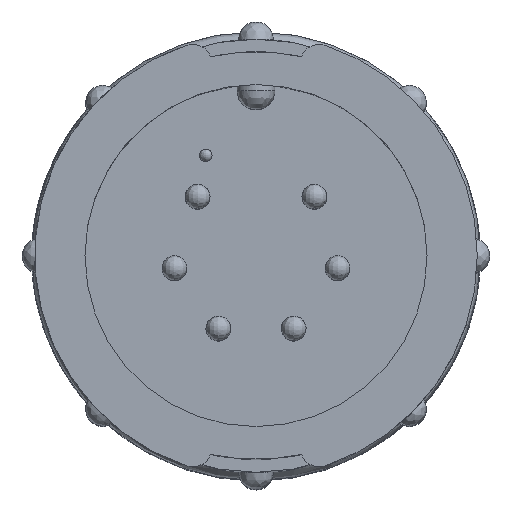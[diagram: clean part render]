
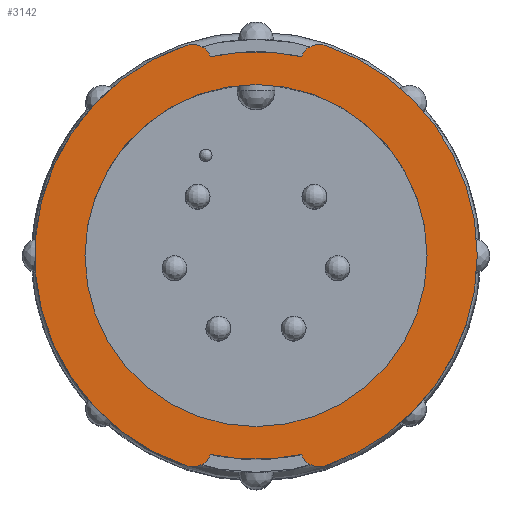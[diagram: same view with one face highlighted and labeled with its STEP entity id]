
A CAD part, top view. The second image highlights one B-rep face of the part: STEP entity #3142.
In plain terms, the highlighted planar face has unit normal (0, 0, 1).
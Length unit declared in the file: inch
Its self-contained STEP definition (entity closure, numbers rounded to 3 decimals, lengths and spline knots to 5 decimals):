
#73 = DIRECTION ( 'NONE',  ( -1., 0., 0. ) ) ;
#74 = DIRECTION ( 'NONE',  ( 0., 0., -1. ) ) ;
#75 = CARTESIAN_POINT ( 'NONE',  ( 0., 0.2725, 0. ) ) ;
#76 = PLANE ( 'NONE',  #6256 ) ;
#478 = DIRECTION ( 'NONE',  ( 1., 0., 0. ) ) ;
#479 = DIRECTION ( 'NONE',  ( 0., 0., -1. ) ) ;
#480 = CARTESIAN_POINT ( 'NONE',  ( 0., 0., 0. ) ) ;
#782 = DIRECTION ( 'NONE',  ( 1., 0., 0. ) ) ;
#783 = DIRECTION ( 'NONE',  ( 0., 0., -1. ) ) ;
#785 = CARTESIAN_POINT ( 'NONE',  ( -0.10063, 0.3064, 0. ) ) ;
#973 = FACE_BOUND ( 'NONE', #1220, .T. ) ;
#999 = FACE_OUTER_BOUND ( 'NONE', #2097, .T. ) ;
#1220 = EDGE_LOOP ( 'NONE', ( #1379, #1976 ) ) ;
#1379 = ORIENTED_EDGE ( 'NONE', *, *, #2883, .F. ) ;
#1594 = ORIENTED_EDGE ( 'NONE', *, *, #2975, .F. ) ;
#1617 = ORIENTED_EDGE ( 'NONE', *, *, #7281, .F. ) ;
#1672 = ORIENTED_EDGE ( 'NONE', *, *, #3017, .F. ) ;
#1683 = ORIENTED_EDGE ( 'NONE', *, *, #7509, .F. ) ;
#1693 = ORIENTED_EDGE ( 'NONE', *, *, #7379, .F. ) ;
#1712 = ORIENTED_EDGE ( 'NONE', *, *, #3073, .F. ) ;
#1803 = ORIENTED_EDGE ( 'NONE', *, *, #7231, .F. ) ;
#1847 = ORIENTED_EDGE ( 'NONE', *, *, #7423, .F. ) ;
#1976 = ORIENTED_EDGE ( 'NONE', *, *, #2955, .F. ) ;
#2061 = ORIENTED_EDGE ( 'NONE', *, *, #7403, .F. ) ;
#2097 = EDGE_LOOP ( 'NONE', ( #1803, #1693, #2061, #1672, #1712, #1683, #1617, #1847, #1594 ) ) ;
#2171 = DIRECTION ( 'NONE',  ( 1., 0., 0. ) ) ;
#2172 = DIRECTION ( 'NONE',  ( 0., 0., -1. ) ) ;
#2173 = CARTESIAN_POINT ( 'NONE',  ( 0., 0., 0. ) ) ;
#2280 = DIRECTION ( 'NONE',  ( 1., 0., 0. ) ) ;
#2281 = DIRECTION ( 'NONE',  ( 0., 0., 1. ) ) ;
#2282 = CARTESIAN_POINT ( 'NONE',  ( 0., 0., 0. ) ) ;
#2635 = DIRECTION ( 'NONE',  ( 1., 0., 0. ) ) ;
#2636 = DIRECTION ( 'NONE',  ( 0., 0., 1. ) ) ;
#2637 = CARTESIAN_POINT ( 'NONE',  ( 0., 0., 0. ) ) ;
#2883 = EDGE_CURVE ( 'NONE', #5688, #5289, #4629, .T. ) ;
#2955 = EDGE_CURVE ( 'NONE', #5289, #5688, #6216, .T. ) ;
#2975 = EDGE_CURVE ( 'NONE', #5176, #5220, #6171, .T. ) ;
#3017 = EDGE_CURVE ( 'NONE', #5537, #5654, #6132, .T. ) ;
#3073 = EDGE_CURVE ( 'NONE', #5187, #5537, #6108, .T. ) ;
#3142 = ADVANCED_FACE ( 'NONE', ( #973, #999 ), #76, .F. ) ;
#3384 = DIRECTION ( 'NONE',  ( 1., 0., 0. ) ) ;
#3385 = DIRECTION ( 'NONE',  ( 0., 0., -1. ) ) ;
#3386 = CARTESIAN_POINT ( 'NONE',  ( 0., 0., 0. ) ) ;
#3721 = DIRECTION ( 'NONE',  ( 1., 0., 0. ) ) ;
#3722 = DIRECTION ( 'NONE',  ( 0., 0., -1. ) ) ;
#3723 = CARTESIAN_POINT ( 'NONE',  ( 0., 0., 0. ) ) ;
#3778 = CARTESIAN_POINT ( 'NONE',  ( 0.2725, 0., 0. ) ) ;
#3784 = CARTESIAN_POINT ( 'NONE',  ( 0.0725, -0.31681, 0. ) ) ;
#3791 = CARTESIAN_POINT ( 'NONE',  ( -0.0725, -0.31681, 0. ) ) ;
#3797 = CARTESIAN_POINT ( 'NONE',  ( -0.0725, 0.31681, 0. ) ) ;
#3856 = CARTESIAN_POINT ( 'NONE',  ( -0.11, 0.3349, 0. ) ) ;
#3943 = CARTESIAN_POINT ( 'NONE',  ( 0.11, 0.3349, 0. ) ) ;
#3964 = CARTESIAN_POINT ( 'NONE',  ( 0.0725, 0.31681, 0. ) ) ;
#3982 = CARTESIAN_POINT ( 'NONE',  ( -0.2725, 0., 0. ) ) ;
#4017 = CARTESIAN_POINT ( 'NONE',  ( 0.11, -0.3349, 0. ) ) ;
#4031 = CARTESIAN_POINT ( 'NONE',  ( -0.11, -0.3349, 0. ) ) ;
#4036 = CARTESIAN_POINT ( 'NONE',  ( 0.3525, 0., 0. ) ) ;
#4560 = AXIS2_PLACEMENT_3D ( 'NONE', #6009, #6008, #6007 ) ;
#4574 = CIRCLE ( 'NONE', #4560, 0.03 ) ;
#4629 = CIRCLE ( 'NONE', #4630, 0.2725 ) ;
#4630 = AXIS2_PLACEMENT_3D ( 'NONE', #2637, #2636, #2635 ) ;
#5176 = VERTEX_POINT ( 'NONE', #4036 ) ;
#5187 = VERTEX_POINT ( 'NONE', #4031 ) ;
#5220 = VERTEX_POINT ( 'NONE', #4017 ) ;
#5289 = VERTEX_POINT ( 'NONE', #3982 ) ;
#5330 = VERTEX_POINT ( 'NONE', #3964 ) ;
#5369 = VERTEX_POINT ( 'NONE', #3943 ) ;
#5537 = VERTEX_POINT ( 'NONE', #3856 ) ;
#5654 = VERTEX_POINT ( 'NONE', #3797 ) ;
#5660 = VERTEX_POINT ( 'NONE', #3791 ) ;
#5673 = VERTEX_POINT ( 'NONE', #3784 ) ;
#5688 = VERTEX_POINT ( 'NONE', #3778 ) ;
#6007 = DIRECTION ( 'NONE',  ( 1., 0., 0. ) ) ;
#6008 = DIRECTION ( 'NONE',  ( 0., 0., -1. ) ) ;
#6009 = CARTESIAN_POINT ( 'NONE',  ( -0.10063, -0.3064, 0. ) ) ;
#6108 = CIRCLE ( 'NONE', #6226, 0.3525 ) ;
#6117 = AXIS2_PLACEMENT_3D ( 'NONE', #3723, #3722, #3721 ) ;
#6132 = CIRCLE ( 'NONE', #6384, 0.03 ) ;
#6169 = AXIS2_PLACEMENT_3D ( 'NONE', #2173, #2172, #2171 ) ;
#6171 = CIRCLE ( 'NONE', #6169, 0.3525 ) ;
#6213 = AXIS2_PLACEMENT_3D ( 'NONE', #2282, #2281, #2280 ) ;
#6216 = CIRCLE ( 'NONE', #6213, 0.2725 ) ;
#6226 = AXIS2_PLACEMENT_3D ( 'NONE', #480, #479, #478 ) ;
#6249 = CIRCLE ( 'NONE', #6117, 0.3525 ) ;
#6256 = AXIS2_PLACEMENT_3D ( 'NONE', #75, #74, #73 ) ;
#6384 = AXIS2_PLACEMENT_3D ( 'NONE', #785, #783, #782 ) ;
#6493 = DIRECTION ( 'NONE',  ( 1., 0., 0. ) ) ;
#6662 = DIRECTION ( 'NONE',  ( 0., 0., -1. ) ) ;
#6682 = DIRECTION ( 'NONE',  ( 1., 0., 0. ) ) ;
#6685 = CARTESIAN_POINT ( 'NONE',  ( 0.10063, -0.3064, 0. ) ) ;
#6686 = DIRECTION ( 'NONE',  ( 0., 0., -1. ) ) ;
#6704 = CARTESIAN_POINT ( 'NONE',  ( 0., 0., 0. ) ) ;
#6855 = AXIS2_PLACEMENT_3D ( 'NONE', #6685, #6662, #6493 ) ;
#6878 = AXIS2_PLACEMENT_3D ( 'NONE', #7108, #7107, #7106 ) ;
#6888 = CIRCLE ( 'NONE', #6855, 0.03 ) ;
#6903 = CIRCLE ( 'NONE', #6907, 0.325 ) ;
#6907 = AXIS2_PLACEMENT_3D ( 'NONE', #3386, #3385, #3384 ) ;
#6924 = AXIS2_PLACEMENT_3D ( 'NONE', #6704, #6686, #6682 ) ;
#6929 = CIRCLE ( 'NONE', #6924, 0.325 ) ;
#6943 = CIRCLE ( 'NONE', #6878, 0.03 ) ;
#7106 = DIRECTION ( 'NONE',  ( 1., 0., 0. ) ) ;
#7107 = DIRECTION ( 'NONE',  ( 0., 0., -1. ) ) ;
#7108 = CARTESIAN_POINT ( 'NONE',  ( 0.10063, 0.3064, 0. ) ) ;
#7231 = EDGE_CURVE ( 'NONE', #5369, #5176, #6249, .T. ) ;
#7281 = EDGE_CURVE ( 'NONE', #5673, #5660, #6903, .T. ) ;
#7379 = EDGE_CURVE ( 'NONE', #5330, #5369, #6943, .T. ) ;
#7403 = EDGE_CURVE ( 'NONE', #5654, #5330, #6929, .T. ) ;
#7423 = EDGE_CURVE ( 'NONE', #5220, #5673, #6888, .T. ) ;
#7509 = EDGE_CURVE ( 'NONE', #5660, #5187, #4574, .T. ) ;
